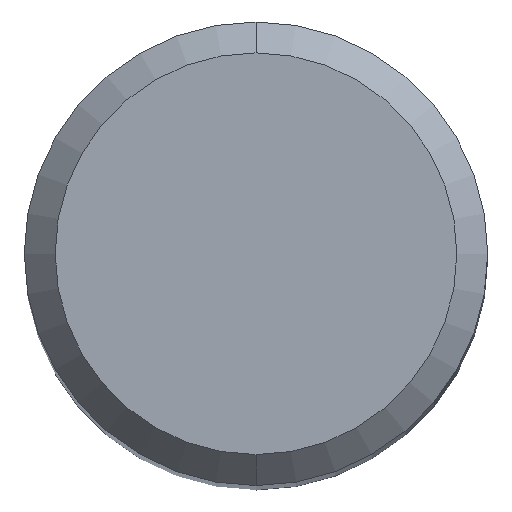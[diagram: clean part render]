
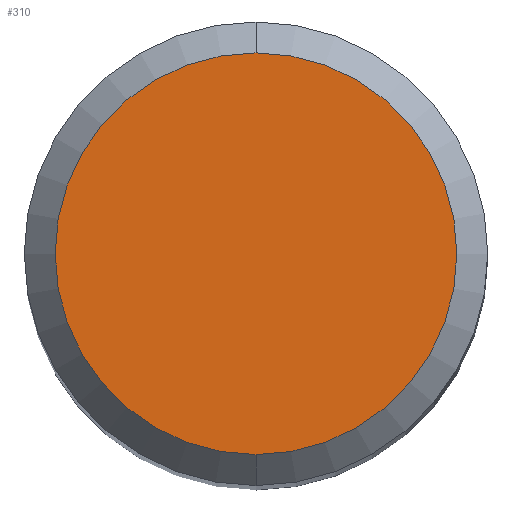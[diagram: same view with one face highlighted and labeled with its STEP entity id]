
A CAD part, top view. The second image highlights one B-rep face of the part: STEP entity #310.
In plain terms, the highlighted planar face has unit normal (0, 0, 1).
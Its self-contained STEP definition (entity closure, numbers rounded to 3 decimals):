
#186=EDGE_CURVE('',#340,#272,#480,.T.);
#272=VERTEX_POINT('',#574);
#310=ADVANCED_FACE('',(#614),#615,.T.);
#320=EDGE_CURVE('',#272,#340,#625,.T.);
#340=VERTEX_POINT('',#650);
#480=CIRCLE('',#800,2.6);
#574=CARTESIAN_POINT('',(0.0,2.6,0.0));
#614=FACE_OUTER_BOUND('',#1046,.T.);
#615=PLANE('',#1047);
#625=CIRCLE('',#1096,2.6);
#650=CARTESIAN_POINT('',(0.,-2.6,0.0));
#800=AXIS2_PLACEMENT_3D('',#1399,#1400,#1401);
#1046=EDGE_LOOP('',(#1532,#1533));
#1047=AXIS2_PLACEMENT_3D('',#1534,#1535,#1536);
#1096=AXIS2_PLACEMENT_3D('',#1539,#1540,#1541);
#1399=CARTESIAN_POINT('',(0.0,0.0,0.0));
#1400=DIRECTION('',(0.0,0.0,-1.0));
#1401=DIRECTION('',(0.0,1.0,0.0));
#1532=ORIENTED_EDGE('',*,*,#320,.F.);
#1533=ORIENTED_EDGE('',*,*,#186,.F.);
#1534=CARTESIAN_POINT('',(0.0,1.3,0.0));
#1535=DIRECTION('',(-0.0,0.0,1.0));
#1536=DIRECTION('',(0.0,-1.0,0.0));
#1539=CARTESIAN_POINT('',(0.0,0.0,0.0));
#1540=DIRECTION('',(0.0,0.0,-1.0));
#1541=DIRECTION('',(0.0,1.0,0.0));
